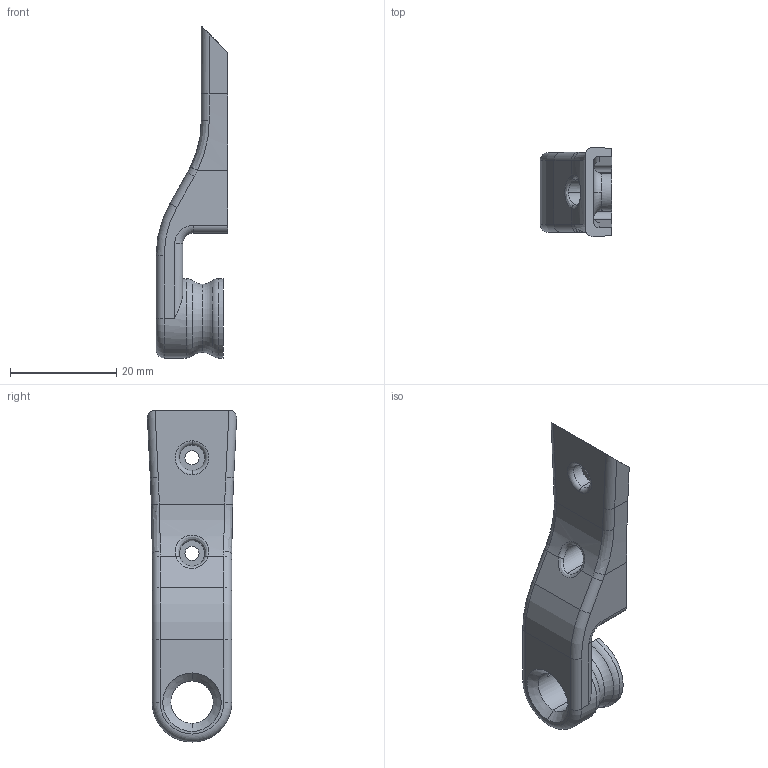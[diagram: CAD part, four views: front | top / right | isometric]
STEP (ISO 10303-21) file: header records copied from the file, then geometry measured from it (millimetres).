
FILE_DESCRIPTION (( 'STEP AP214' ), '1' );
FILE_NAME ('lower_leg_structure_fork.STEP', '2020-05-13T12:50:55', ( '' ), ( '' ), 'SwSTEP 2.0', 'SolidWorks 2017', '' );
FILE_SCHEMA (( 'AUTOMOTIVE_DESIGN' ));
Length unit declared in the file: millimetre
Products named in the file (1): lower_leg_structure_fork
Bounding box: 13.5 x 16.78 x 62.5 mm (x, y, z)
Volume: 4184.1 mm3; surface area: 4065.2 mm2
Topology: 1 solids, 1 shells, 118 faces, 313 edges, 195 vertices
Faces by surface type: cylinder 53, plane 32, torus 22, bspline 7, cone 2, sphere 2
Entity records: 4238 total; most frequent: CARTESIAN_POINT 1288, DIRECTION 630, ORIENTED_EDGE 622, EDGE_CURVE 311, AXIS2_PLACEMENT_3D 250, VERTEX_POINT 195, CIRCLE 138, LINE 130
